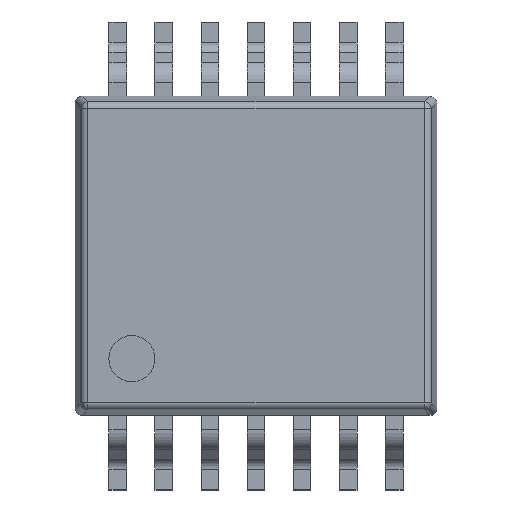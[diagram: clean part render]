
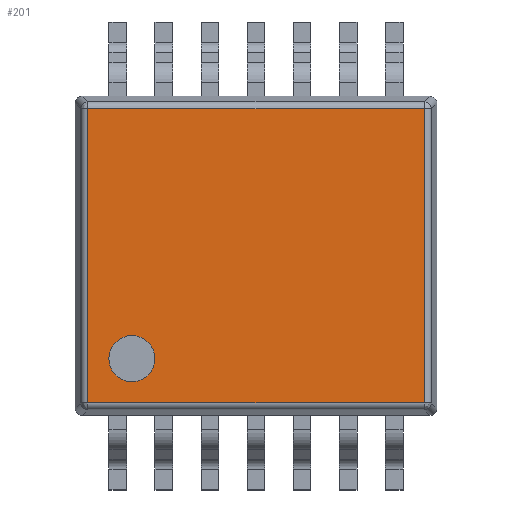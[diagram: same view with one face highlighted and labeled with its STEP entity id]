
A CAD part, top view. The second image highlights one B-rep face of the part: STEP entity #201.
In plain terms, the highlighted planar face has unit normal (0, 0, 1).
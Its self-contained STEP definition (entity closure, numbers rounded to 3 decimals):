
#201=ADVANCED_FACE('',(#2445,#2447),#2449,.T.);
#2445=FACE_BOUND('',#2446,.T.);
#2446=EDGE_LOOP('',(#4297,#4298,#4299,#4300));
#2447=FACE_BOUND('',#2448,.T.);
#2448=EDGE_LOOP('',(#4301));
#2449=PLANE('',#2450);
#2450=AXIS2_PLACEMENT_3D('',#2451,#2452,#2453);
#2451=CARTESIAN_POINT('',(0.,0.,1.2));
#2452=DIRECTION('',(0.,0.,1.));
#2453=DIRECTION('',(1.,0.,0.));
#4297=ORIENTED_EDGE('',*,*,#5557,.T.);
#4298=ORIENTED_EDGE('',*,*,#5558,.T.);
#4299=ORIENTED_EDGE('',*,*,#5559,.T.);
#4300=ORIENTED_EDGE('',*,*,#5560,.T.);
#4301=ORIENTED_EDGE('',*,*,#5561,.T.);
#5557=EDGE_CURVE('',#6215,#6216,#6217,.T.);
#5558=EDGE_CURVE('',#6216,#6218,#6219,.T.);
#5559=EDGE_CURVE('',#6218,#6220,#6221,.T.);
#5560=EDGE_CURVE('',#6220,#6215,#6222,.T.);
#5561=EDGE_CURVE('',#6223,#6223,#6224,.F.);
#6215=VERTEX_POINT('',#7407);
#6216=VERTEX_POINT('',#7408);
#6217=LINE('',#7409,#7410);
#6218=VERTEX_POINT('',#7412);
#6219=LINE('',#7413,#7414);
#6220=VERTEX_POINT('',#7416);
#6221=LINE('',#7417,#7418);
#6222=LINE('',#7420,#7421);
#6223=VERTEX_POINT('',#7423);
#6224=CIRCLE('',#7424,0.325);
#7407=CARTESIAN_POINT('',(2.373,2.073,1.2));
#7408=CARTESIAN_POINT('',(-2.373,2.073,1.2));
#7409=CARTESIAN_POINT('',(2.373,2.073,1.2));
#7410=VECTOR('',#7411,1.);
#7411=DIRECTION('',(-1.,0.,0.));
#7412=CARTESIAN_POINT('',(-2.373,-2.073,1.2));
#7413=CARTESIAN_POINT('',(-2.373,2.073,1.2));
#7414=VECTOR('',#7415,1.);
#7415=DIRECTION('',(0.,-1.,0.));
#7416=CARTESIAN_POINT('',(2.373,-2.073,1.2));
#7417=CARTESIAN_POINT('',(-2.373,-2.073,1.2));
#7418=VECTOR('',#7419,1.);
#7419=DIRECTION('',(1.,0.,0.));
#7420=CARTESIAN_POINT('',(2.373,-2.073,1.2));
#7421=VECTOR('',#7422,1.);
#7422=DIRECTION('',(0.,1.,0.));
#7423=CARTESIAN_POINT('',(-1.425,-1.45,1.2));
#7424=AXIS2_PLACEMENT_3D('',#7425,#7426,#7427);
#7425=CARTESIAN_POINT('',(-1.75,-1.45,1.2));
#7426=DIRECTION('',(0.,0.,1.));
#7427=DIRECTION('',(1.,0.,0.));
